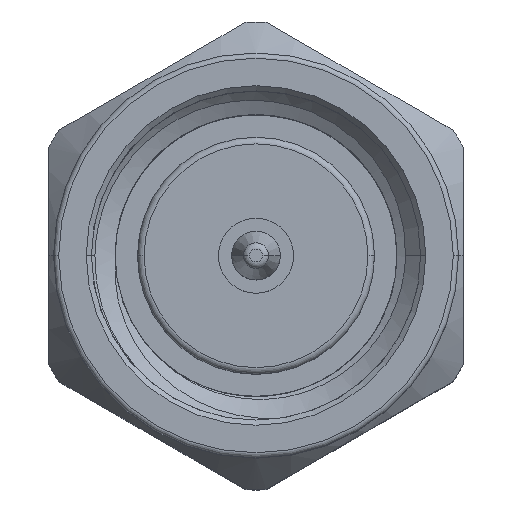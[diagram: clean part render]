
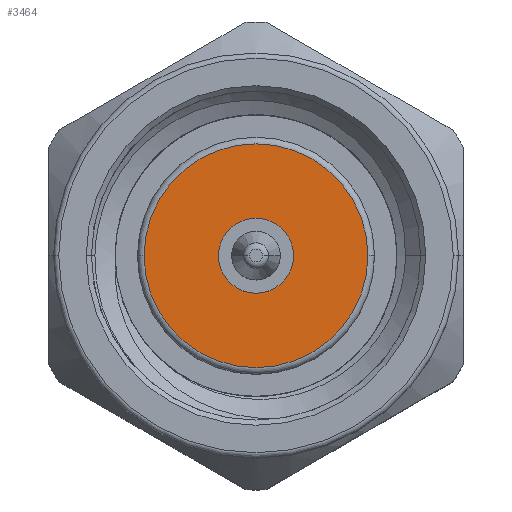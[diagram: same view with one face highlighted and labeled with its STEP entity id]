
A CAD part, top view. The second image highlights one B-rep face of the part: STEP entity #3464.
In plain terms, the highlighted face is planar.
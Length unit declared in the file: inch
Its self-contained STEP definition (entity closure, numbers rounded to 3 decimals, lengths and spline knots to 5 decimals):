
#113 = AXIS2_PLACEMENT_3D ( 'NONE', #2759, #1339, #2499 ) ;
#217 = CIRCLE ( 'NONE', #2255, 0.0285 ) ;
#223 = EDGE_LOOP ( 'NONE', ( #3328, #1020 ) ) ;
#281 = CARTESIAN_POINT ( 'NONE',  ( 0.11, 0., 0. ) ) ;
#403 = CARTESIAN_POINT ( 'NONE',  ( 0.11, 0., 0. ) ) ;
#432 = CARTESIAN_POINT ( 'NONE',  ( 0.11, 0., 0. ) ) ;
#444 = FACE_OUTER_BOUND ( 'NONE', #2340, .T. ) ;
#512 = CIRCLE ( 'NONE', #2540, 0.0285 ) ;
#629 = CARTESIAN_POINT ( 'NONE',  ( 0.11, 0., -0.085 ) ) ;
#693 = DIRECTION ( 'NONE',  ( 1., 0., 0. ) ) ;
#940 = CARTESIAN_POINT ( 'NONE',  ( 0.11, 0., -0.0285 ) ) ;
#955 = CARTESIAN_POINT ( 'NONE',  ( 0.11, 0.125, 0. ) ) ;
#996 = VERTEX_POINT ( 'NONE', #940 ) ;
#1020 = ORIENTED_EDGE ( 'NONE', *, *, #2553, .F. ) ;
#1048 = DIRECTION ( 'NONE',  ( 0., 0., -1. ) ) ;
#1104 = CARTESIAN_POINT ( 'NONE',  ( 0.11, 0., 0.0285 ) ) ;
#1116 = VERTEX_POINT ( 'NONE', #629 ) ;
#1142 = CIRCLE ( 'NONE', #113, 0.085 ) ;
#1268 = ORIENTED_EDGE ( 'NONE', *, *, #3622, .T. ) ;
#1269 = FACE_BOUND ( 'NONE', #223, .T. ) ;
#1339 = DIRECTION ( 'NONE',  ( -1., 0., 0. ) ) ;
#1382 = DIRECTION ( 'NONE',  ( -1., 0., 0. ) ) ;
#1404 = VERTEX_POINT ( 'NONE', #1104 ) ;
#1459 = DIRECTION ( 'NONE',  ( -1., 0., 0. ) ) ;
#1502 = DIRECTION ( 'NONE',  ( 0., 0., -1. ) ) ;
#1727 = AXIS2_PLACEMENT_3D ( 'NONE', #432, #2144, #1048 ) ;
#1805 = DIRECTION ( 'NONE',  ( 0., 0., -1. ) ) ;
#1976 = DIRECTION ( 'NONE',  ( 0., 0., -1. ) ) ;
#2086 = EDGE_CURVE ( 'NONE', #1116, #2338, #2366, .T. ) ;
#2144 = DIRECTION ( 'NONE',  ( -1., 0., 0. ) ) ;
#2255 = AXIS2_PLACEMENT_3D ( 'NONE', #281, #1382, #1976 ) ;
#2338 = VERTEX_POINT ( 'NONE', #3021 ) ;
#2340 = EDGE_LOOP ( 'NONE', ( #2872, #1268 ) ) ;
#2366 = CIRCLE ( 'NONE', #1727, 0.085 ) ;
#2499 = DIRECTION ( 'NONE',  ( 0., 0., -1. ) ) ;
#2540 = AXIS2_PLACEMENT_3D ( 'NONE', #403, #1459, #1502 ) ;
#2553 = EDGE_CURVE ( 'NONE', #1404, #996, #512, .T. ) ;
#2759 = CARTESIAN_POINT ( 'NONE',  ( 0.11, 0., 0. ) ) ;
#2860 = EDGE_CURVE ( 'NONE', #996, #1404, #217, .T. ) ;
#2872 = ORIENTED_EDGE ( 'NONE', *, *, #2086, .T. ) ;
#2970 = AXIS2_PLACEMENT_3D ( 'NONE', #955, #693, #1805 ) ;
#3002 = PLANE ( 'NONE',  #2970 ) ;
#3021 = CARTESIAN_POINT ( 'NONE',  ( 0.11, 0., 0.085 ) ) ;
#3328 = ORIENTED_EDGE ( 'NONE', *, *, #2860, .F. ) ;
#3464 = ADVANCED_FACE ( 'NONE', ( #1269, #444 ), #3002, .F. ) ;
#3622 = EDGE_CURVE ( 'NONE', #2338, #1116, #1142, .T. ) ;
